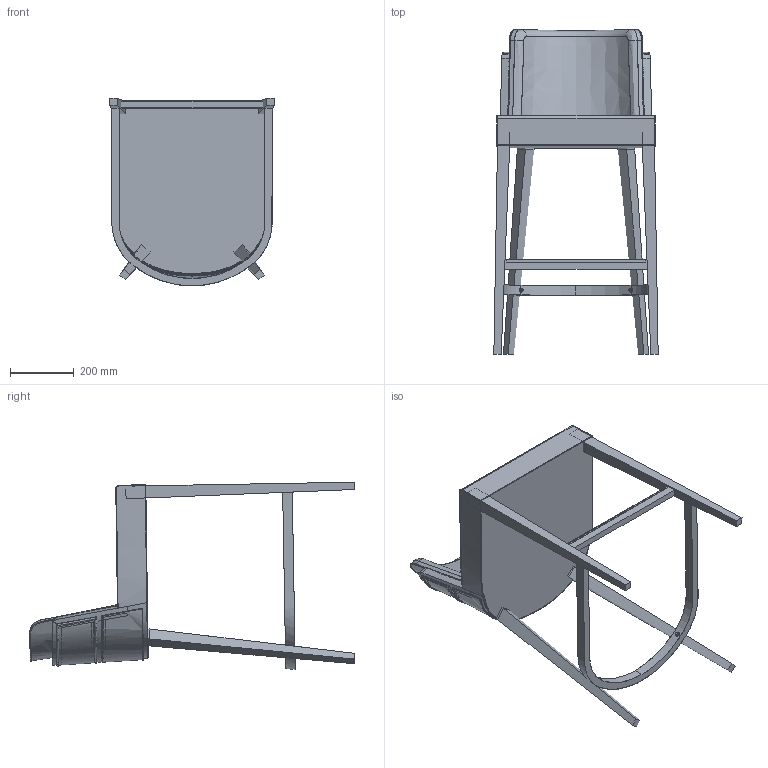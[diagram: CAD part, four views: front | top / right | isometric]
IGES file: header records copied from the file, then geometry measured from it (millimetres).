
Start section: SolidWorks IGES file using analytic representation for surfaces
Global section: file name: Banco AGGY M-1176.IGS; native system: SolidWorks 2023; preprocessor: SolidWorks 2023; author: Adao; date: 240702.181349; units: millimetre
Bounding box: 513.88 x 1016.02 x 586.78 mm (x, y, z)
Surface area: 2028244.5 mm2 (no closed solid volume)
Topology: 0 solids, 0 shells, 468 faces, 6719 edges, 6697 vertices
Faces by surface type: bspline 410, revolution 58
